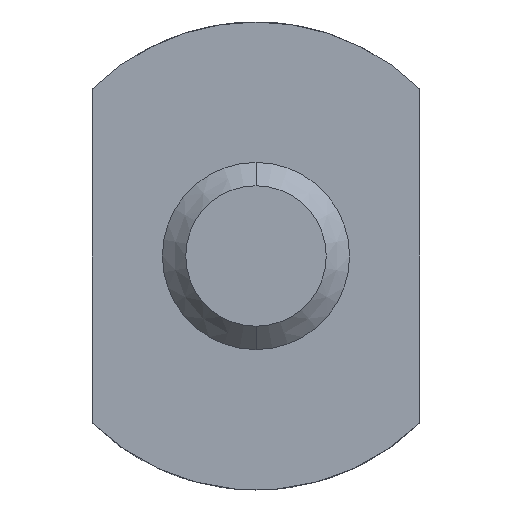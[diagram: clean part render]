
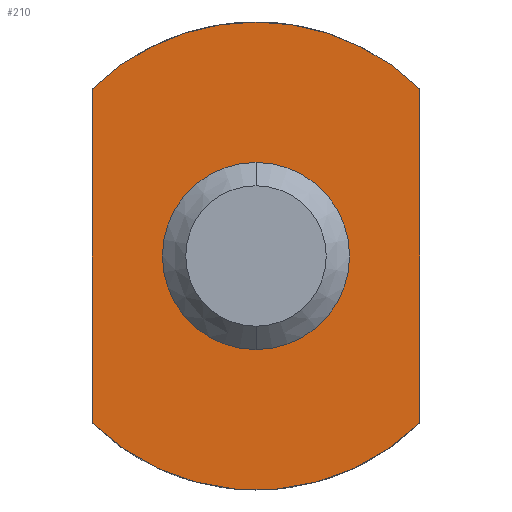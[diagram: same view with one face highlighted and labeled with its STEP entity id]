
A CAD part, front view. The second image highlights one B-rep face of the part: STEP entity #210.
In plain terms, the highlighted planar face has unit normal (0, -1, 0).
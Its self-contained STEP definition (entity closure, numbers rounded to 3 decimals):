
#69 = VERTEX_POINT ( 'NONE', #245 ) ;
#70 = VECTOR ( 'NONE', #521, 1000. ) ;
#84 = CARTESIAN_POINT ( 'NONE',  ( 0., 7., 5. ) ) ;
#109 = DIRECTION ( 'NONE',  ( 0., 0., 1. ) ) ;
#113 = CARTESIAN_POINT ( 'NONE',  ( 0., 7., 0. ) ) ;
#162 = ORIENTED_EDGE ( 'NONE', *, *, #633, .T. ) ;
#191 = AXIS2_PLACEMENT_3D ( 'NONE', #200, #734, #501 ) ;
#200 = CARTESIAN_POINT ( 'NONE',  ( -1.4, 7., 0. ) ) ;
#201 = LINE ( 'NONE', #662, #70 ) ;
#210 = ADVANCED_FACE ( 'NONE', ( #790, #436 ), #365, .T. ) ;
#216 = ORIENTED_EDGE ( 'NONE', *, *, #330, .F. ) ;
#222 = CIRCLE ( 'NONE', #335, 5. ) ;
#236 = AXIS2_PLACEMENT_3D ( 'NONE', #556, #842, #619 ) ;
#239 = DIRECTION ( 'NONE',  ( 0., 1., 0. ) ) ;
#244 = CARTESIAN_POINT ( 'NONE',  ( 0., 7., 0. ) ) ;
#245 = CARTESIAN_POINT ( 'NONE',  ( 3.5, 7., -3.571 ) ) ;
#256 = CARTESIAN_POINT ( 'NONE',  ( 3.5, 7., 3.571 ) ) ;
#279 = CARTESIAN_POINT ( 'NONE',  ( -3.5, 7., -3.571 ) ) ;
#288 = ORIENTED_EDGE ( 'NONE', *, *, #733, .F. ) ;
#298 = CARTESIAN_POINT ( 'NONE',  ( 0., 7., 0. ) ) ;
#302 = VERTEX_POINT ( 'NONE', #491 ) ;
#319 = CIRCLE ( 'NONE', #456, 5. ) ;
#329 = VERTEX_POINT ( 'NONE', #256 ) ;
#330 = EDGE_CURVE ( 'NONE', #452, #534, #924, .T. ) ;
#335 = AXIS2_PLACEMENT_3D ( 'NONE', #113, #410, #914 ) ;
#365 = PLANE ( 'NONE',  #191 ) ;
#383 = AXIS2_PLACEMENT_3D ( 'NONE', #298, #239, #594 ) ;
#410 = DIRECTION ( 'NONE',  ( 0., 1., 0. ) ) ;
#436 = FACE_BOUND ( 'NONE', #905, .T. ) ;
#437 = EDGE_CURVE ( 'NONE', #913, #452, #201, .T. ) ;
#452 = VERTEX_POINT ( 'NONE', #792 ) ;
#456 = AXIS2_PLACEMENT_3D ( 'NONE', #244, #840, #558 ) ;
#479 = DIRECTION ( 'NONE',  ( 0., 1., 0. ) ) ;
#491 = CARTESIAN_POINT ( 'NONE',  ( 0., 7., -1.4 ) ) ;
#501 = DIRECTION ( 'NONE',  ( 0., 0., -1. ) ) ;
#521 = DIRECTION ( 'NONE',  ( 0., 0., 1. ) ) ;
#530 = EDGE_CURVE ( 'NONE', #755, #302, #861, .T. ) ;
#534 = VERTEX_POINT ( 'NONE', #84 ) ;
#540 = CARTESIAN_POINT ( 'NONE',  ( 0., 7., 0. ) ) ;
#556 = CARTESIAN_POINT ( 'NONE',  ( 0., 7., 0. ) ) ;
#558 = DIRECTION ( 'NONE',  ( 0., 0., 1. ) ) ;
#594 = DIRECTION ( 'NONE',  ( 0., 0., 1. ) ) ;
#619 = DIRECTION ( 'NONE',  ( 0., 0., 1. ) ) ;
#633 = EDGE_CURVE ( 'NONE', #69, #329, #686, .T. ) ;
#662 = CARTESIAN_POINT ( 'NONE',  ( -3.5, 7., -5. ) ) ;
#663 = ORIENTED_EDGE ( 'NONE', *, *, #530, .T. ) ;
#672 = ORIENTED_EDGE ( 'NONE', *, *, #784, .F. ) ;
#686 = LINE ( 'NONE', #830, #721 ) ;
#694 = AXIS2_PLACEMENT_3D ( 'NONE', #540, #479, #109 ) ;
#695 = EDGE_LOOP ( 'NONE', ( #829, #288, #162, #672, #216 ) ) ;
#721 = VECTOR ( 'NONE', #820, 1000. ) ;
#733 = EDGE_CURVE ( 'NONE', #69, #913, #222, .T. ) ;
#734 = DIRECTION ( 'NONE',  ( 0., -1., 0. ) ) ;
#755 = VERTEX_POINT ( 'NONE', #918 ) ;
#767 = CIRCLE ( 'NONE', #694, 1.4 ) ;
#768 = ORIENTED_EDGE ( 'NONE', *, *, #813, .T. ) ;
#784 = EDGE_CURVE ( 'NONE', #534, #329, #319, .T. ) ;
#790 = FACE_OUTER_BOUND ( 'NONE', #695, .T. ) ;
#792 = CARTESIAN_POINT ( 'NONE',  ( -3.5, 7., 3.571 ) ) ;
#813 = EDGE_CURVE ( 'NONE', #302, #755, #767, .T. ) ;
#820 = DIRECTION ( 'NONE',  ( 0., 0., 1. ) ) ;
#829 = ORIENTED_EDGE ( 'NONE', *, *, #437, .F. ) ;
#830 = CARTESIAN_POINT ( 'NONE',  ( 3.5, 7., -5. ) ) ;
#840 = DIRECTION ( 'NONE',  ( 0., 1., 0. ) ) ;
#842 = DIRECTION ( 'NONE',  ( 0., 1., 0. ) ) ;
#861 = CIRCLE ( 'NONE', #383, 1.4 ) ;
#905 = EDGE_LOOP ( 'NONE', ( #663, #768 ) ) ;
#913 = VERTEX_POINT ( 'NONE', #279 ) ;
#914 = DIRECTION ( 'NONE',  ( 0., 0., 1. ) ) ;
#918 = CARTESIAN_POINT ( 'NONE',  ( 0., 7., 1.4 ) ) ;
#924 = CIRCLE ( 'NONE', #236, 5. ) ;
